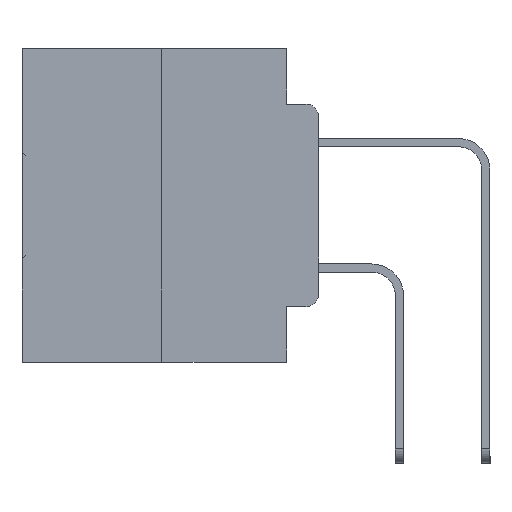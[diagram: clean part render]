
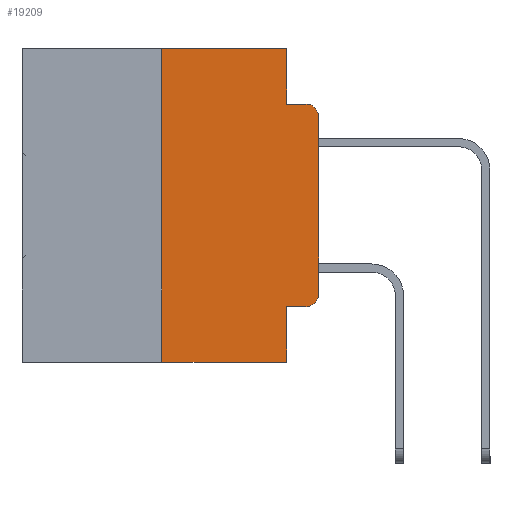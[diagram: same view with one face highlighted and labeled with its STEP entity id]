
A CAD part, left-side view. The second image highlights one B-rep face of the part: STEP entity #19209.
In plain terms, the highlighted planar face has unit normal (-1, 0, 0).
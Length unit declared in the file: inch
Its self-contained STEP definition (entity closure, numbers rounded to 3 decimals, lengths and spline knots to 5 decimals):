
#435 = LINE ( 'NONE', #7884, #27835 ) ;
#586 = LINE ( 'NONE', #13464, #13962 ) ;
#1022 = LINE ( 'NONE', #16362, #23109 ) ;
#1371 = LINE ( 'NONE', #23006, #28753 ) ;
#1540 = EDGE_CURVE ( 'NONE', #8522, #22764, #6381, .T. ) ;
#1708 = DIRECTION ( 'NONE',  ( -1., 0., 0. ) ) ;
#3127 = CARTESIAN_POINT ( 'NONE',  ( 0., 0.02, -0.0885 ) ) ;
#3132 = CARTESIAN_POINT ( 'NONE',  ( 0., 0.051, 0. ) ) ;
#4507 = EDGE_CURVE ( 'NONE', #30099, #15094, #13307, .T. ) ;
#5629 = CARTESIAN_POINT ( 'NONE',  ( 0., 0.051, -0.4115 ) ) ;
#5720 = CARTESIAN_POINT ( 'NONE',  ( 0., 0.02, -0.3915 ) ) ;
#5885 = DIRECTION ( 'NONE',  ( 0., 0., 1. ) ) ;
#5946 = ORIENTED_EDGE ( 'NONE', *, *, #13937, .F. ) ;
#6381 = CIRCLE ( 'NONE', #22199, 0.02 ) ;
#7884 = CARTESIAN_POINT ( 'NONE',  ( 0., 0.25, 0. ) ) ;
#8313 = VERTEX_POINT ( 'NONE', #28493 ) ;
#8370 = DIRECTION ( 'NONE',  ( 0., 0., -1. ) ) ;
#8522 = VERTEX_POINT ( 'NONE', #24593 ) ;
#8881 = CARTESIAN_POINT ( 'NONE',  ( 0., 0., -0.1085 ) ) ;
#8944 = AXIS2_PLACEMENT_3D ( 'NONE', #17716, #1708, #20349 ) ;
#9835 = VERTEX_POINT ( 'NONE', #3132 ) ;
#10513 = EDGE_CURVE ( 'NONE', #19592, #8522, #29391, .T. ) ;
#10954 = CARTESIAN_POINT ( 'NONE',  ( 0., 0.051, -0.5 ) ) ;
#11605 = DIRECTION ( 'NONE',  ( 1., 0., 0. ) ) ;
#11652 = EDGE_CURVE ( 'NONE', #22764, #30099, #17309, .T. ) ;
#11798 = ORIENTED_EDGE ( 'NONE', *, *, #31706, .F. ) ;
#11893 = CARTESIAN_POINT ( 'NONE',  ( 0., 0.25, -0.5 ) ) ;
#12209 = CARTESIAN_POINT ( 'NONE',  ( 0., 0.051, 0. ) ) ;
#12230 = FACE_OUTER_BOUND ( 'NONE', #20301, .T. ) ;
#12565 = EDGE_CURVE ( 'NONE', #30797, #23684, #1371, .T. ) ;
#13255 = CARTESIAN_POINT ( 'NONE',  ( 0., 0.25, 0. ) ) ;
#13262 = VERTEX_POINT ( 'NONE', #13255 ) ;
#13307 = CIRCLE ( 'NONE', #8944, 0.02 ) ;
#13464 = CARTESIAN_POINT ( 'NONE',  ( 0., 0.051, -0.0885 ) ) ;
#13937 = EDGE_CURVE ( 'NONE', #13262, #9835, #16319, .T. ) ;
#13962 = VECTOR ( 'NONE', #31958, 39.37008 ) ;
#14189 = DIRECTION ( 'NONE',  ( 0., -1., 0. ) ) ;
#15027 = DIRECTION ( 'NONE',  ( 0., -1., 0. ) ) ;
#15094 = VERTEX_POINT ( 'NONE', #3127 ) ;
#15896 = CARTESIAN_POINT ( 'NONE',  ( 0., 0.473, 0. ) ) ;
#15898 = EDGE_CURVE ( 'NONE', #19592, #23684, #33799, .T. ) ;
#16319 = LINE ( 'NONE', #15896, #29461 ) ;
#16362 = CARTESIAN_POINT ( 'NONE',  ( 0., 0.051, 0. ) ) ;
#16480 = VECTOR ( 'NONE', #5885, 39.37008 ) ;
#16851 = CARTESIAN_POINT ( 'NONE',  ( 0., 0.051, -0.4115 ) ) ;
#17303 = ORIENTED_EDGE ( 'NONE', *, *, #11652, .T. ) ;
#17309 = LINE ( 'NONE', #18903, #16480 ) ;
#17716 = CARTESIAN_POINT ( 'NONE',  ( 0., 0.02, -0.1085 ) ) ;
#18261 = VECTOR ( 'NONE', #28019, 39.37008 ) ;
#18543 = DIRECTION ( 'NONE',  ( 0., -1., 0. ) ) ;
#18903 = CARTESIAN_POINT ( 'NONE',  ( 0., 0., 0. ) ) ;
#19011 = DIRECTION ( 'NONE',  ( 0., 0., -1. ) ) ;
#19209 = ADVANCED_FACE ( 'NONE', ( #12230 ), #27417, .F. ) ;
#19473 = CARTESIAN_POINT ( 'NONE',  ( 0., 0.473, 0. ) ) ;
#19592 = VERTEX_POINT ( 'NONE', #5629 ) ;
#19960 = ORIENTED_EDGE ( 'NONE', *, *, #29951, .F. ) ;
#20301 = EDGE_LOOP ( 'NONE', ( #17303, #23947, #11798, #19960, #5946, #26062, #29548, #22561, #30402, #25675 ) ) ;
#20349 = DIRECTION ( 'NONE',  ( 0., 0., -1. ) ) ;
#20774 = VECTOR ( 'NONE', #14189, 39.37008 ) ;
#21183 = EDGE_CURVE ( 'NONE', #30797, #13262, #435, .T. ) ;
#22199 = AXIS2_PLACEMENT_3D ( 'NONE', #5720, #24266, #8370 ) ;
#22561 = ORIENTED_EDGE ( 'NONE', *, *, #15898, .F. ) ;
#22764 = VERTEX_POINT ( 'NONE', #27812 ) ;
#23006 = CARTESIAN_POINT ( 'NONE',  ( 0., 0.473, -0.5 ) ) ;
#23109 = VECTOR ( 'NONE', #19011, 39.37008 ) ;
#23501 = AXIS2_PLACEMENT_3D ( 'NONE', #19473, #11605, #30018 ) ;
#23684 = VERTEX_POINT ( 'NONE', #10954 ) ;
#23947 = ORIENTED_EDGE ( 'NONE', *, *, #4507, .T. ) ;
#24266 = DIRECTION ( 'NONE',  ( -1., 0., 0. ) ) ;
#24593 = CARTESIAN_POINT ( 'NONE',  ( 0., 0.02, -0.4115 ) ) ;
#25675 = ORIENTED_EDGE ( 'NONE', *, *, #1540, .T. ) ;
#26062 = ORIENTED_EDGE ( 'NONE', *, *, #21183, .F. ) ;
#26326 = DIRECTION ( 'NONE',  ( 0., 0., 1. ) ) ;
#27417 = PLANE ( 'NONE',  #23501 ) ;
#27812 = CARTESIAN_POINT ( 'NONE',  ( 0., 0., -0.3915 ) ) ;
#27835 = VECTOR ( 'NONE', #26326, 39.37008 ) ;
#28019 = DIRECTION ( 'NONE',  ( 0., 0., -1. ) ) ;
#28493 = CARTESIAN_POINT ( 'NONE',  ( 0., 0.051, -0.0885 ) ) ;
#28753 = VECTOR ( 'NONE', #15027, 39.37008 ) ;
#29391 = LINE ( 'NONE', #16851, #20774 ) ;
#29461 = VECTOR ( 'NONE', #18543, 39.37008 ) ;
#29548 = ORIENTED_EDGE ( 'NONE', *, *, #12565, .T. ) ;
#29951 = EDGE_CURVE ( 'NONE', #9835, #8313, #1022, .T. ) ;
#30018 = DIRECTION ( 'NONE',  ( 0., 0., -1. ) ) ;
#30099 = VERTEX_POINT ( 'NONE', #8881 ) ;
#30402 = ORIENTED_EDGE ( 'NONE', *, *, #10513, .T. ) ;
#30797 = VERTEX_POINT ( 'NONE', #11893 ) ;
#31706 = EDGE_CURVE ( 'NONE', #8313, #15094, #586, .T. ) ;
#31958 = DIRECTION ( 'NONE',  ( 0., -1., 0. ) ) ;
#33799 = LINE ( 'NONE', #12209, #18261 ) ;
